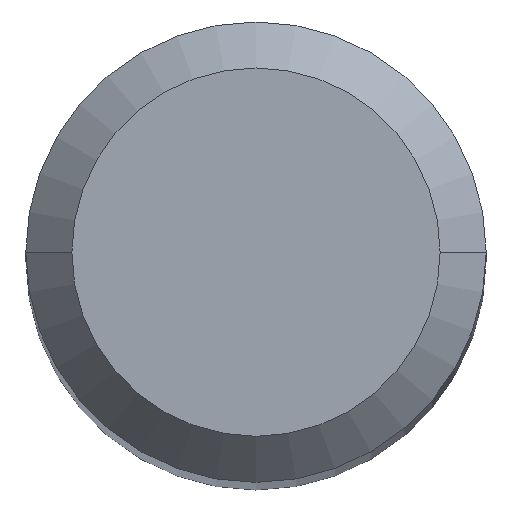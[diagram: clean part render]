
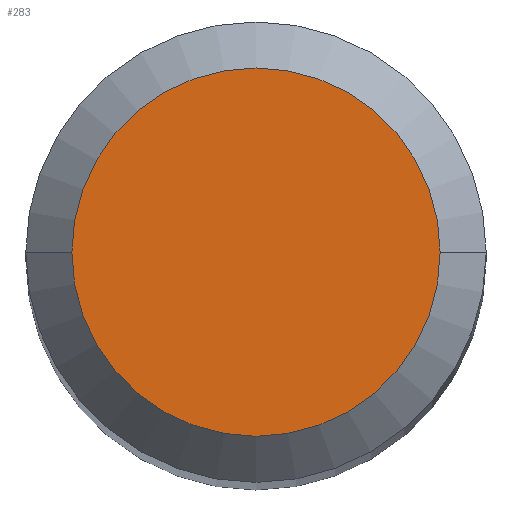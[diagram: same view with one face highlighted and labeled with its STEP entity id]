
A CAD part, top view. The second image highlights one B-rep face of the part: STEP entity #283.
In plain terms, the highlighted planar face has unit normal (0, 0, 1).
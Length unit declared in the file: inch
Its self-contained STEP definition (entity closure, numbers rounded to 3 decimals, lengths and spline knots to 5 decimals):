
#4 = CARTESIAN_POINT ( 'NONE',  ( 0., 0., 0. ) ) ;
#12 = CARTESIAN_POINT ( 'NONE',  ( 0., 0., 0. ) ) ;
#14 = FACE_OUTER_BOUND ( 'NONE', #39, .T. ) ;
#39 = EDGE_LOOP ( 'NONE', ( #113, #147 ) ) ;
#84 = PLANE ( 'NONE',  #317 ) ;
#98 = CARTESIAN_POINT ( 'NONE',  ( 0., 0., 0. ) ) ;
#113 = ORIENTED_EDGE ( 'NONE', *, *, #355, .T. ) ;
#124 = CIRCLE ( 'NONE', #276, 0.05 ) ;
#146 = DIRECTION ( 'NONE',  ( 1., 0., 0. ) ) ;
#147 = ORIENTED_EDGE ( 'NONE', *, *, #299, .T. ) ;
#185 = CIRCLE ( 'NONE', #358, 0.05 ) ;
#197 = DIRECTION ( 'NONE',  ( 0., 0., 1. ) ) ;
#204 = DIRECTION ( 'NONE',  ( 0., 0., 1. ) ) ;
#224 = CARTESIAN_POINT ( 'NONE',  ( 0.05, 0., 0. ) ) ;
#252 = VERTEX_POINT ( 'NONE', #224 ) ;
#276 = AXIS2_PLACEMENT_3D ( 'NONE', #98, #204, #289 ) ;
#283 = ADVANCED_FACE ( 'NONE', ( #14 ), #84, .F. ) ;
#289 = DIRECTION ( 'NONE',  ( 1., 0., 0. ) ) ;
#299 = EDGE_CURVE ( 'NONE', #252, #422, #185, .T. ) ;
#308 = DIRECTION ( 'NONE',  ( 0., 0., -1. ) ) ;
#317 = AXIS2_PLACEMENT_3D ( 'NONE', #12, #308, #463 ) ;
#355 = EDGE_CURVE ( 'NONE', #422, #252, #124, .T. ) ;
#358 = AXIS2_PLACEMENT_3D ( 'NONE', #4, #197, #146 ) ;
#422 = VERTEX_POINT ( 'NONE', #427 ) ;
#427 = CARTESIAN_POINT ( 'NONE',  ( -0.05, 0., 0. ) ) ;
#463 = DIRECTION ( 'NONE',  ( -1., 0., 0. ) ) ;
